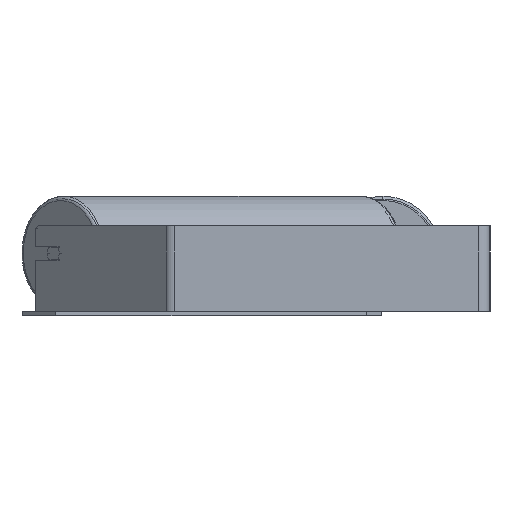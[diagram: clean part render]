
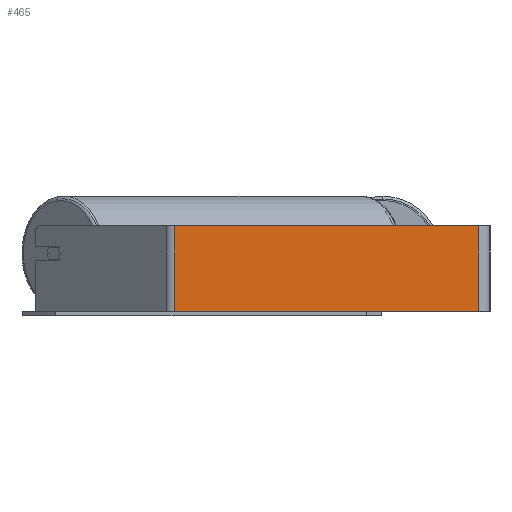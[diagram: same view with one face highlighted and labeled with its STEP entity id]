
A CAD part, left-side view. The second image highlights one B-rep face of the part: STEP entity #465.
In plain terms, the highlighted planar face has unit normal (-1, 0, 0).
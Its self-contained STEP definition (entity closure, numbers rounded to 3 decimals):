
#465 = ADVANCED_FACE ( 'NONE', ( #6969 ), #1210, .F. ) ;
#472 = CARTESIAN_POINT ( 'NONE',  ( -800., 14., 50. ) ) ;
#590 = AXIS2_PLACEMENT_3D ( 'NONE', #2668, #3417, #6259 ) ;
#784 = DIRECTION ( 'NONE',  ( 0., 0., -1. ) ) ;
#1210 = PLANE ( 'NONE',  #590 ) ;
#1454 = CARTESIAN_POINT ( 'NONE',  ( -800., 368.148, 50. ) ) ;
#1692 = VERTEX_POINT ( 'NONE', #7109 ) ;
#2187 = ORIENTED_EDGE ( 'NONE', *, *, #5326, .F. ) ;
#2668 = CARTESIAN_POINT ( 'NONE',  ( -800., 373.947, 50. ) ) ;
#2806 = LINE ( 'NONE', #9242, #3828 ) ;
#3201 = VECTOR ( 'NONE', #9013, 1000. ) ;
#3404 = LINE ( 'NONE', #1454, #4893 ) ;
#3417 = DIRECTION ( 'NONE',  ( 1., 0., 0. ) ) ;
#3539 = LINE ( 'NONE', #472, #8951 ) ;
#3828 = VECTOR ( 'NONE', #5641, 1000. ) ;
#3884 = VERTEX_POINT ( 'NONE', #6571 ) ;
#4361 = ORIENTED_EDGE ( 'NONE', *, *, #7811, .T. ) ;
#4605 = ORIENTED_EDGE ( 'NONE', *, *, #6239, .F. ) ;
#4893 = VECTOR ( 'NONE', #784, 1000. ) ;
#4929 = CARTESIAN_POINT ( 'NONE',  ( -800., 14., 50. ) ) ;
#5326 = EDGE_CURVE ( 'NONE', #9059, #1692, #3539, .T. ) ;
#5603 = CARTESIAN_POINT ( 'NONE',  ( -800., 373.947, 50. ) ) ;
#5641 = DIRECTION ( 'NONE',  ( 0., -1., 0. ) ) ;
#5743 = ORIENTED_EDGE ( 'NONE', *, *, #8602, .T. ) ;
#5945 = VERTEX_POINT ( 'NONE', #8543 ) ;
#6122 = LINE ( 'NONE', #5603, #3201 ) ;
#6239 = EDGE_CURVE ( 'NONE', #3884, #9059, #6122, .T. ) ;
#6259 = DIRECTION ( 'NONE',  ( 0., 0., -1. ) ) ;
#6571 = CARTESIAN_POINT ( 'NONE',  ( -800., 368.148, 50. ) ) ;
#6969 = FACE_OUTER_BOUND ( 'NONE', #8900, .T. ) ;
#7109 = CARTESIAN_POINT ( 'NONE',  ( -800., 14., -50. ) ) ;
#7811 = EDGE_CURVE ( 'NONE', #5945, #1692, #2806, .T. ) ;
#7825 = DIRECTION ( 'NONE',  ( 0., 0., -1. ) ) ;
#8543 = CARTESIAN_POINT ( 'NONE',  ( -800., 368.148, -50. ) ) ;
#8602 = EDGE_CURVE ( 'NONE', #3884, #5945, #3404, .T. ) ;
#8900 = EDGE_LOOP ( 'NONE', ( #4361, #2187, #4605, #5743 ) ) ;
#8951 = VECTOR ( 'NONE', #7825, 1000. ) ;
#9013 = DIRECTION ( 'NONE',  ( 0., -1., 0. ) ) ;
#9059 = VERTEX_POINT ( 'NONE', #4929 ) ;
#9242 = CARTESIAN_POINT ( 'NONE',  ( -800., 373.947, -50. ) ) ;
